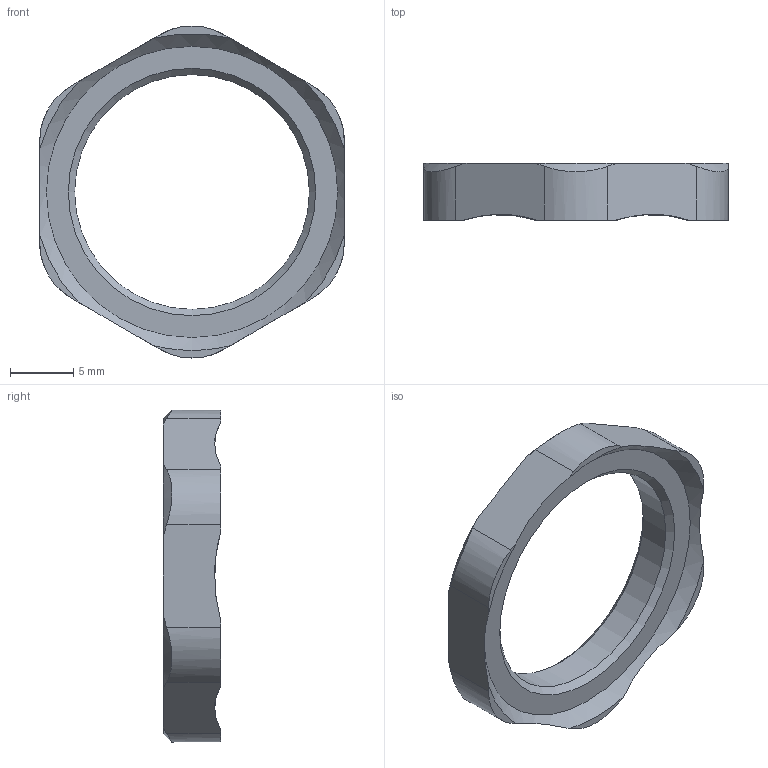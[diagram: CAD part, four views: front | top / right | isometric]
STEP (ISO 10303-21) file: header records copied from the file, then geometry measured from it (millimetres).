
FILE_DESCRIPTION(/* description */ (''),/* implementation_level */ '2;1');
FILE_NAME(/* name */ 'Гайка ГЗ2 M20x1,5.stp',/* time_stamp */ '2021-03-15T08:58:13+07:00',/* author */ ('zeta-44'),/* organization */ (''),/* preprocessor_version */ 'ST-DEVELOPER v18.1',/* originating_system */ 'Autodesk Inventor 2021',/* authorisation */ '');
FILE_SCHEMA (('AUTOMOTIVE_DESIGN { 1 0 10303 214 3 1 1 }'));
Length unit declared in the file: millimetre
Products named in the file (1): Гайка ГЗ M12x1,5
Bounding box: 24 x 4.5 x 26.17 mm (x, y, z)
Volume: 799.4 mm3; surface area: 975.3 mm2
Topology: 1 solids, 1 shells, 30 faces, 89 edges, 61 vertices
Faces by surface type: plane 14, cone 9, cylinder 7
Full cylindrical faces by diameter (mm): 18.5 x1
Entity records: 1081 total; most frequent: CARTESIAN_POINT 277, ORIENTED_EDGE 178, DIRECTION 146, EDGE_CURVE 89, VERTEX_POINT 61, AXIS2_PLACEMENT_3D 56, LINE 34, VECTOR 34
